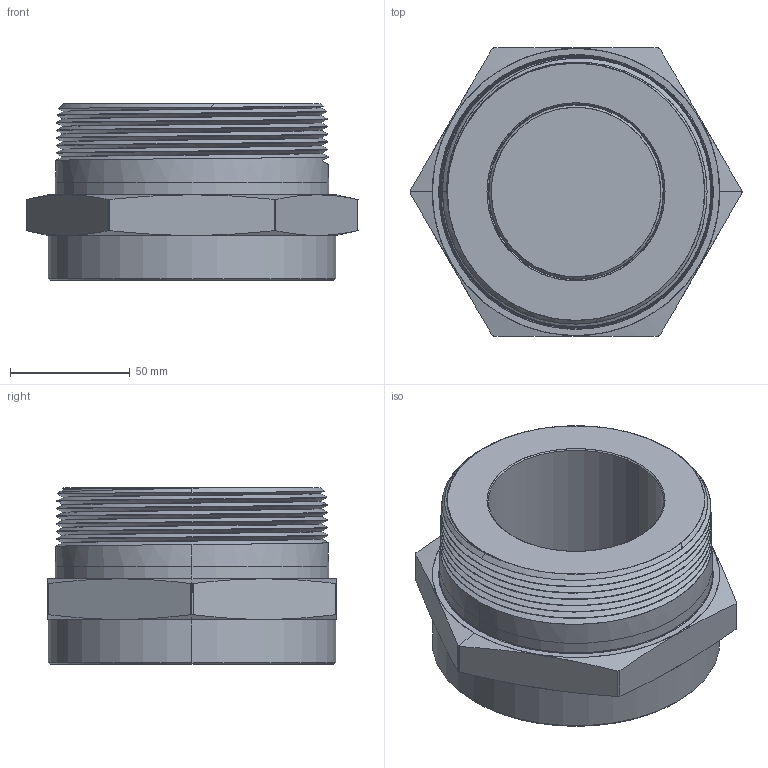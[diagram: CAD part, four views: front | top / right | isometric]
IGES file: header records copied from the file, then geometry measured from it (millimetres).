
Start section: SolidWorks IGES file using analytic representation for surfaces
Global section: file name: 101066.igs; native system: SolidWorks 2012; preprocessor: SolidWorks 2012; author: ernesto; date: 130823.124035; units: inch
Bounding box: 138.81 x 120.65 x 73.91 mm (x, y, z)
Surface area: 78078.8 mm2 (no closed solid volume)
Topology: 0 solids, 0 shells, 73 faces, 2245 edges, 2245 vertices
Faces by surface type: revolution 47, bspline 26
